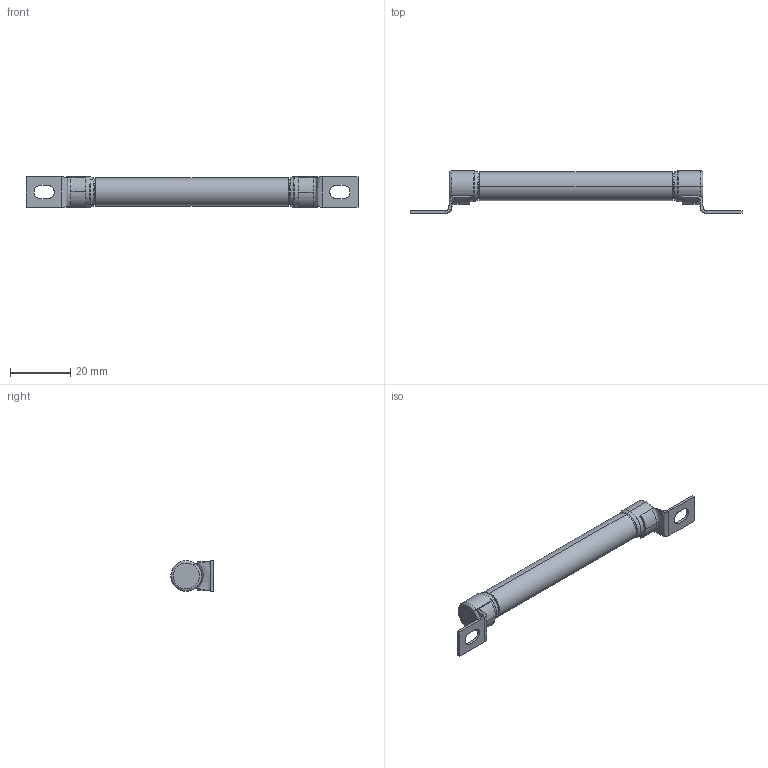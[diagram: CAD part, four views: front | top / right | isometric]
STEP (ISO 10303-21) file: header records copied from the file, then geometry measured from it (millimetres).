
FILE_DESCRIPTION (( 'STEP AP214' ), '1' );
FILE_NAME ('OUT-1205387.STEP', '2023-12-05T20:37:45', ( '' ), ( '' ), 'SwSTEP 2.0', 'SolidWorks 2021', '' );
FILE_SCHEMA (( 'AUTOMOTIVE_DESIGN' ));
Length unit declared in the file: inch
Products named in the file (1): OUT-1205387
Bounding box: 110.49 x 14.08 x 10.26 mm (x, y, z)
Volume: 3638 mm3; surface area: 6472.8 mm2
Topology: 5 solids, 5 shells, 130 faces, 268 edges, 152 vertices
Faces by surface type: cylinder 40, plane 30, cone 28, torus 24, bspline 8
Entity records: 5498 total; most frequent: CARTESIAN_POINT 937, DIRECTION 630, ORIENTED_EDGE 536, EDGE_CURVE 268, AXIS2_PLACEMENT_3D 257, VERTEX_POINT 152, EDGE_LOOP 140, UNCERTAINTY_MEASURE_WITH_UNIT 137
